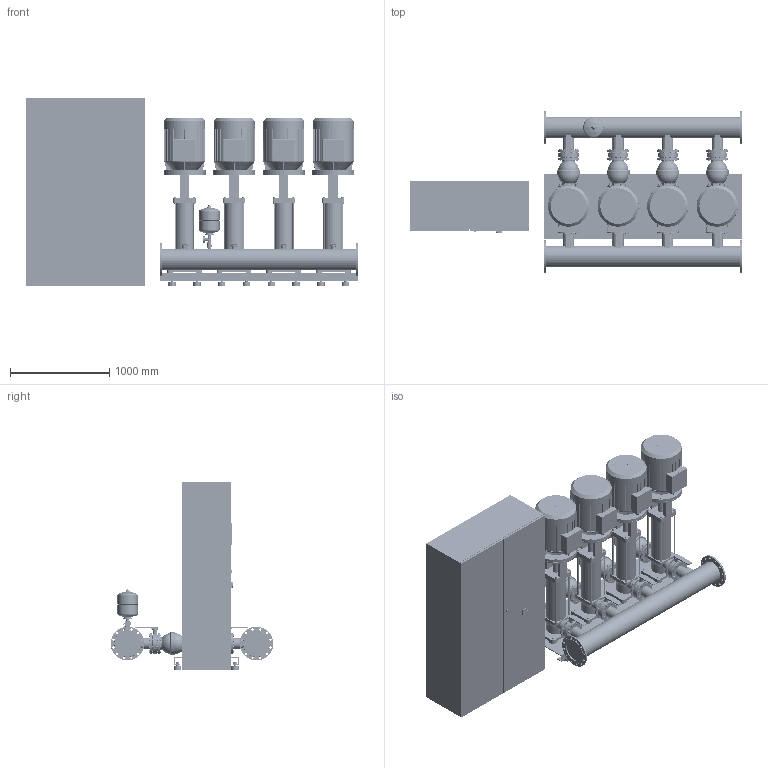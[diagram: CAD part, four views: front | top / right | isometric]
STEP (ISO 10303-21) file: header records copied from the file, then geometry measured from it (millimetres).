
FILE_DESCRIPTION((''),'2;1');
FILE_NAME('3d_COR-4MVI7005_2-2523277.stp','2011-08-26T14:51:15',(''),(''),'Mechanical Desktop 2009','Mechanical Desktop 2009',', , ');
FILE_SCHEMA(('CONFIG_CONTROL_DESIGN'));
Length unit declared in the file: millimetre
Products named in the file (1): Product
Bounding box: 3350 x 1639.55 x 1900 mm (x, y, z)
Volume: 1843009331.9 mm3; surface area: 33650295.3 mm2
Topology: 242 solids, 242 shells, 6983 faces, 16713 edges, 10836 vertices
Faces by surface type: plane 3501, cylinder 1944, bspline 936, cone 424, torus 128, sphere 50
Full cylindrical faces by diameter (mm): 114.3 x8, 205 x8
Entity records: 217665 total; most frequent: CARTESIAN_POINT 52559, DIRECTION 34623, ORIENTED_EDGE 33330, EDGE_CURVE 16665, AXIS2_PLACEMENT_3D 12114, VERTEX_POINT 10824, VECTOR 10395, LINE 10395
